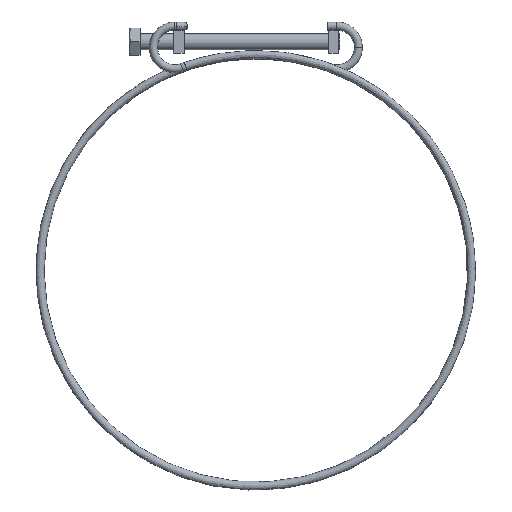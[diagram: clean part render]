
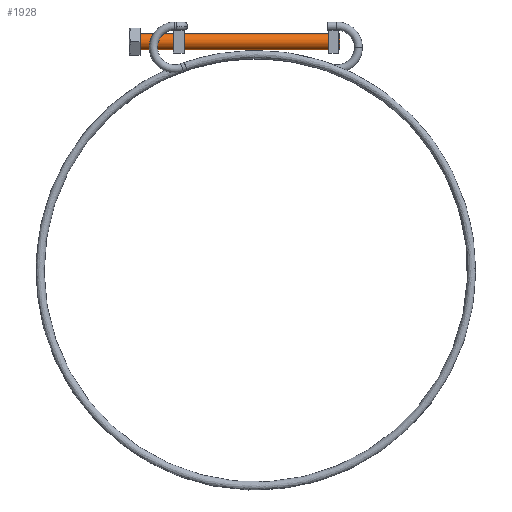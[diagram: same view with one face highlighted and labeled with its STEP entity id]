
A CAD part, top view. The second image highlights one B-rep face of the part: STEP entity #1928.
In plain terms, the highlighted cylindrical face has radius 3 mm (diameter 6 mm), a partial arc.
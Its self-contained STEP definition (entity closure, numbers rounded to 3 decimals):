
#398 = EDGE_CURVE ( 'NONE', #5610, #519, #7846, .T. ) ;
#519 = VERTEX_POINT ( 'NONE', #7399 ) ;
#693 = CARTESIAN_POINT ( 'NONE',  ( -42.927, 84.8, 0. ) ) ;
#786 = DIRECTION ( 'NONE',  ( 1., 0., 0. ) ) ;
#894 = EDGE_CURVE ( 'NONE', #2940, #8318, #6902, .T. ) ;
#986 = CARTESIAN_POINT ( 'NONE',  ( 31.073, 87.8, 0. ) ) ;
#1287 = CYLINDRICAL_SURFACE ( 'NONE', #2294, 3. ) ;
#1928 = ADVANCED_FACE ( 'NONE', ( #7622 ), #1287, .T. ) ;
#2251 = ORIENTED_EDGE ( 'NONE', *, *, #894, .T. ) ;
#2294 = AXIS2_PLACEMENT_3D ( 'NONE', #2666, #2705, #3317 ) ;
#2666 = CARTESIAN_POINT ( 'NONE',  ( 31.073, 84.8, 0. ) ) ;
#2705 = DIRECTION ( 'NONE',  ( -1., 0., 0. ) ) ;
#2940 = VERTEX_POINT ( 'NONE', #986 ) ;
#3317 = DIRECTION ( 'NONE',  ( 0., -1., 0. ) ) ;
#3394 = AXIS2_PLACEMENT_3D ( 'NONE', #9130, #4043, #8374 ) ;
#3553 = DIRECTION ( 'NONE',  ( 0., 1., 0. ) ) ;
#4043 = DIRECTION ( 'NONE',  ( 1., 0., 0. ) ) ;
#4131 = CIRCLE ( 'NONE', #7270, 3. ) ;
#4134 = EDGE_CURVE ( 'NONE', #8318, #519, #4131, .T. ) ;
#4251 = CARTESIAN_POINT ( 'NONE',  ( 31.073, 81.8, 0. ) ) ;
#4561 = CARTESIAN_POINT ( 'NONE',  ( 31.073, 81.8, 0. ) ) ;
#4989 = EDGE_CURVE ( 'NONE', #2940, #5610, #7424, .T. ) ;
#5392 = ORIENTED_EDGE ( 'NONE', *, *, #398, .F. ) ;
#5429 = VECTOR ( 'NONE', #7799, 1000. ) ;
#5610 = VERTEX_POINT ( 'NONE', #4561 ) ;
#5837 = ORIENTED_EDGE ( 'NONE', *, *, #4989, .F. ) ;
#6299 = DIRECTION ( 'NONE',  ( -1., 0., 0. ) ) ;
#6340 = CARTESIAN_POINT ( 'NONE',  ( -42.927, 87.8, 0. ) ) ;
#6902 = LINE ( 'NONE', #7710, #7360 ) ;
#6940 = EDGE_LOOP ( 'NONE', ( #5837, #2251, #7621, #5392 ) ) ;
#7270 = AXIS2_PLACEMENT_3D ( 'NONE', #693, #786, #3553 ) ;
#7360 = VECTOR ( 'NONE', #6299, 1000. ) ;
#7399 = CARTESIAN_POINT ( 'NONE',  ( -42.927, 81.8, 0. ) ) ;
#7424 = CIRCLE ( 'NONE', #3394, 3. ) ;
#7621 = ORIENTED_EDGE ( 'NONE', *, *, #4134, .T. ) ;
#7622 = FACE_OUTER_BOUND ( 'NONE', #6940, .T. ) ;
#7710 = CARTESIAN_POINT ( 'NONE',  ( 31.073, 87.8, 0. ) ) ;
#7799 = DIRECTION ( 'NONE',  ( -1., 0., 0. ) ) ;
#7846 = LINE ( 'NONE', #4251, #5429 ) ;
#8318 = VERTEX_POINT ( 'NONE', #6340 ) ;
#8374 = DIRECTION ( 'NONE',  ( 0., 1., 0. ) ) ;
#9130 = CARTESIAN_POINT ( 'NONE',  ( 31.073, 84.8, 0. ) ) ;
